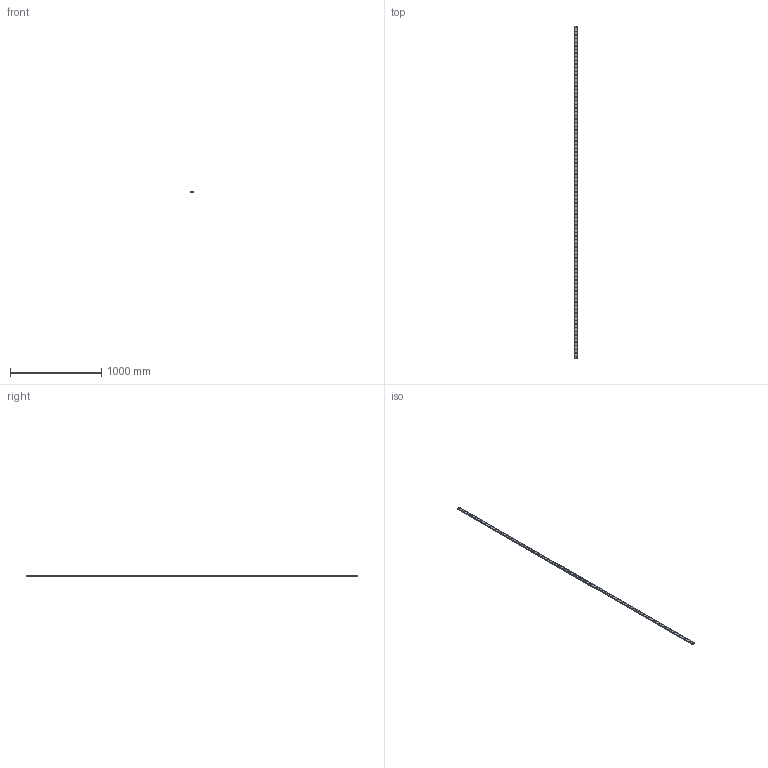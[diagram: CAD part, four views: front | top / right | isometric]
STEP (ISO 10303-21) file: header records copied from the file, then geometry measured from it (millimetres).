
FILE_DESCRIPTION(('STEP AP214'),'1');
FILE_NAME('cctmp_E14F9A6B-9EB1-43AC-B1F2-91218E10337D_2021_03_02_12_18_07_0151..stp','2021-03-02T11:18:07',('HIWIN GmbH'),('CADClick - www.CADClick.com'),'Spatial InterOp 3D',' ','unknown authorization');
FILE_SCHEMA(('AUTOMOTIVE_DESIGN'));
Length unit declared in the file: millimetre
Products named in the file (1): WER17R3630H_FILE
Bounding box: 33 x 3630 x 9.3 mm (x, y, z)
Volume: 1002514.6 mm3; surface area: 354804 mm2
Topology: 1 solids, 1 shells, 1741 faces, 3567 edges, 2378 vertices
Faces by surface type: cylinder 1110, plane 631
Entity records: 60933 total; most frequent: DIRECTION 9271, CARTESIAN_POINT 7687, ORIENTED_EDGE 7134, AXIS2_PLACEMENT_3D 3962, EDGE_CURVE 3567, VERTEX_POINT 2378, EDGE_LOOP 2291, CIRCLE 2220
